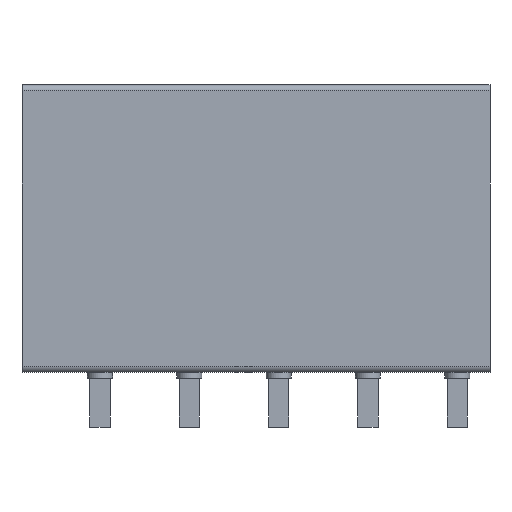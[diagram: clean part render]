
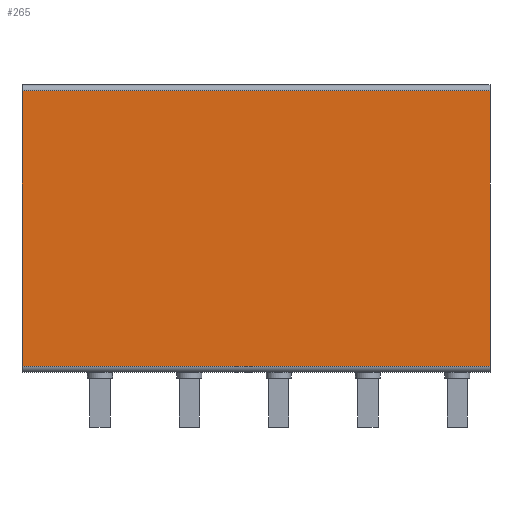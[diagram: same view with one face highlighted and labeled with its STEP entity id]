
A CAD part, front view. The second image highlights one B-rep face of the part: STEP entity #265.
In plain terms, the highlighted planar face has unit normal (0, -1, 0).
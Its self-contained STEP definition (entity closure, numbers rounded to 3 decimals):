
#123 = VERTEX_POINT('',#124);
#124 = CARTESIAN_POINT('',(32.75,-15.92,0.5));
#131 = EDGE_CURVE('',#123,#132,#134,.T.);
#132 = VERTEX_POINT('',#133);
#133 = CARTESIAN_POINT('',(32.75,-15.92,23.65));
#134 = LINE('',#135,#136);
#135 = CARTESIAN_POINT('',(32.75,-15.92,0.));
#136 = VECTOR('',#137,1.);
#137 = DIRECTION('',(0.,0.,1.));
#220 = VERTEX_POINT('',#221);
#221 = CARTESIAN_POINT('',(-6.55,-15.92,0.5));
#228 = EDGE_CURVE('',#220,#123,#229,.T.);
#229 = LINE('',#230,#231);
#230 = CARTESIAN_POINT('',(-6.55,-15.92,0.5));
#231 = VECTOR('',#232,1.);
#232 = DIRECTION('',(1.,0.,0.));
#265 = ADVANCED_FACE('',(#266),#284,.F.);
#266 = FACE_BOUND('',#267,.F.);
#267 = EDGE_LOOP('',(#268,#276,#282,#283));
#268 = ORIENTED_EDGE('',*,*,#269,.T.);
#269 = EDGE_CURVE('',#220,#270,#272,.T.);
#270 = VERTEX_POINT('',#271);
#271 = CARTESIAN_POINT('',(-6.55,-15.92,23.65));
#272 = LINE('',#273,#274);
#273 = CARTESIAN_POINT('',(-6.55,-15.92,0.));
#274 = VECTOR('',#275,1.);
#275 = DIRECTION('',(0.,0.,1.));
#276 = ORIENTED_EDGE('',*,*,#277,.T.);
#277 = EDGE_CURVE('',#270,#132,#278,.T.);
#278 = LINE('',#279,#280);
#279 = CARTESIAN_POINT('',(-6.55,-15.92,23.65));
#280 = VECTOR('',#281,1.);
#281 = DIRECTION('',(1.,0.,0.));
#282 = ORIENTED_EDGE('',*,*,#131,.F.);
#283 = ORIENTED_EDGE('',*,*,#228,.F.);
#284 = PLANE('',#285);
#285 = AXIS2_PLACEMENT_3D('',#286,#287,#288);
#286 = CARTESIAN_POINT('',(-6.55,-15.92,0.));
#287 = DIRECTION('',(0.,1.,0.));
#288 = DIRECTION('',(1.,0.,0.));
